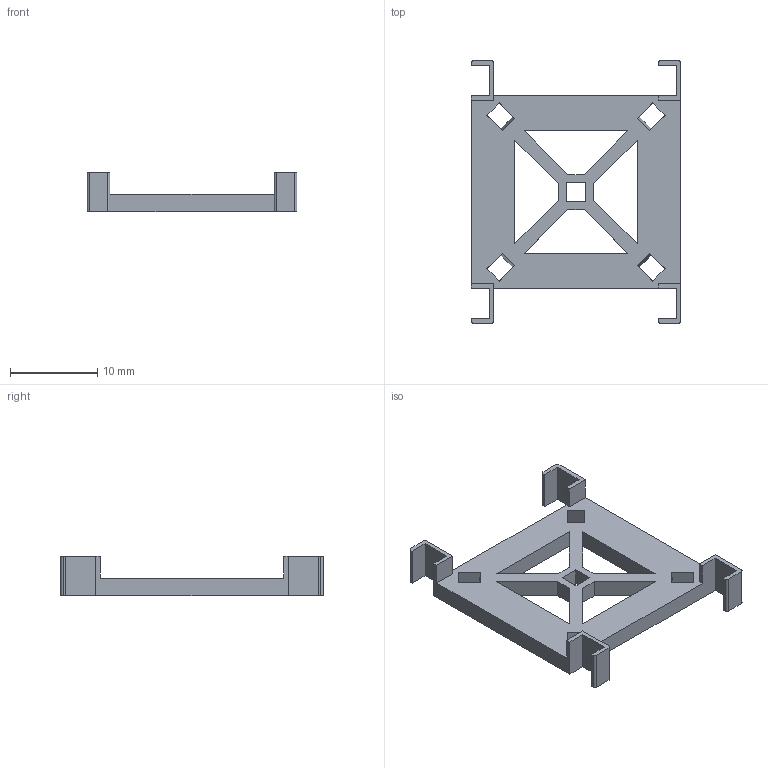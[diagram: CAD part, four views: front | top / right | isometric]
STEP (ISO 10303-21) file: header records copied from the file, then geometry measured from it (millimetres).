
FILE_DESCRIPTION(/* description */ (''),/* implementation_level */ '2;1');
FILE_NAME(/* name */ 'soden-tetto-bottom.step',/* time_stamp */ '2026-02-15T20:48:58+09:00',/* author */ (''),/* organization */ (''),/* preprocessor_version */ 'ST-DEVELOPER v20.1',/* originating_system */ 'Autodesk Translation Framework v14.24.0.0',/* authorisation */ '');
FILE_SCHEMA (('AUTOMOTIVE_DESIGN { 1 0 10303 214 3 1 1 }'));
Length unit declared in the file: millimetre
Products named in the file (1): soden-tetto
Bounding box: 24 x 30 x 4.5 mm (x, y, z)
Volume: 798.2 mm3; surface area: 1530.2 mm2
Topology: 1 solids, 1 shells, 80 faces, 234 edges, 156 vertices
Faces by surface type: plane 72, cylinder 8
Entity records: 2683 total; most frequent: CARTESIAN_POINT 471, ORIENTED_EDGE 468, DIRECTION 412, EDGE_CURVE 234, LINE 218, VECTOR 218, VERTEX_POINT 156, EDGE_LOOP 98
